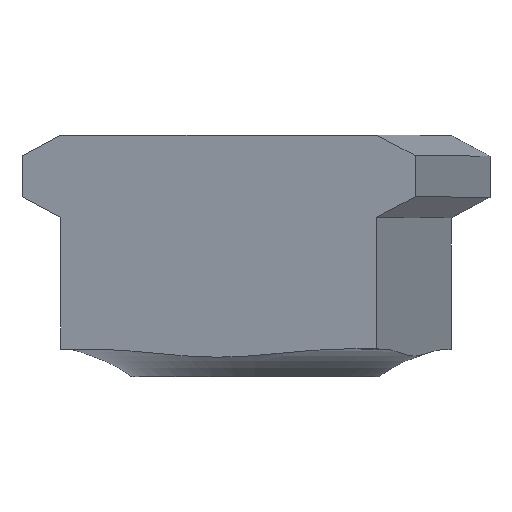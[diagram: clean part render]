
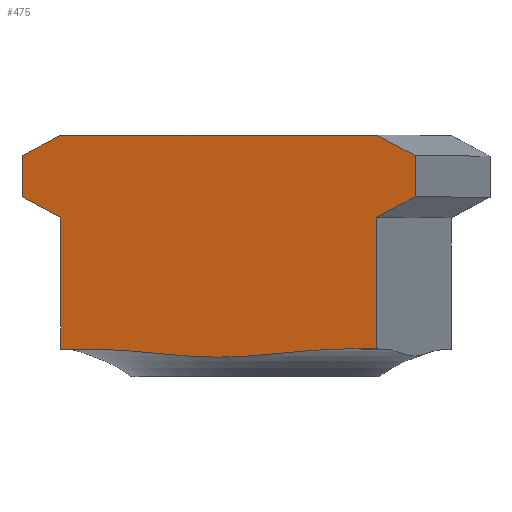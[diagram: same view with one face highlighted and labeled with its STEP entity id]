
A CAD part, top view. The second image highlights one B-rep face of the part: STEP entity #475.
In plain terms, the highlighted planar face has unit normal (-0.235, 0, 0.972).
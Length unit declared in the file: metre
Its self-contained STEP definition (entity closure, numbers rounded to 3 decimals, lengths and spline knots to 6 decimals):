
#25=B_SPLINE_CURVE_WITH_KNOTS('',3,(#782,#783,#784,#785,#786),
 .UNSPECIFIED.,.F.,.F.,(4,1,4),(0.,0.004752,0.009503),
 .UNSPECIFIED.);
#138=ORIENTED_EDGE('',*,*,#162,.F.);
#139=ORIENTED_EDGE('',*,*,#177,.T.);
#140=ORIENTED_EDGE('',*,*,#180,.F.);
#141=ORIENTED_EDGE('',*,*,#194,.T.);
#142=ORIENTED_EDGE('',*,*,#208,.T.);
#143=ORIENTED_EDGE('',*,*,#206,.F.);
#144=ORIENTED_EDGE('',*,*,#198,.F.);
#145=ORIENTED_EDGE('',*,*,#196,.F.);
#146=ORIENTED_EDGE('',*,*,#169,.T.);
#147=ORIENTED_EDGE('',*,*,#172,.F.);
#148=ORIENTED_EDGE('',*,*,#161,.F.);
#149=ORIENTED_EDGE('',*,*,#221,.T.);
#161=EDGE_CURVE('',#224,#223,#266,.T.);
#162=EDGE_CURVE('',#225,#226,#267,.T.);
#169=EDGE_CURVE('',#233,#232,#272,.T.);
#172=EDGE_CURVE('',#223,#232,#275,.T.);
#177=EDGE_CURVE('',#225,#238,#279,.T.);
#180=EDGE_CURVE('',#239,#238,#281,.T.);
#194=EDGE_CURVE('',#239,#249,#290,.T.);
#196=EDGE_CURVE('',#233,#250,#292,.T.);
#198=EDGE_CURVE('',#250,#251,#294,.T.);
#206=EDGE_CURVE('',#251,#258,#302,.T.);
#208=EDGE_CURVE('',#249,#258,#304,.T.);
#221=EDGE_CURVE('',#224,#226,#25,.T.);
#223=VERTEX_POINT('',#644);
#224=VERTEX_POINT('',#646);
#225=VERTEX_POINT('',#650);
#226=VERTEX_POINT('',#651);
#232=VERTEX_POINT('',#665);
#233=VERTEX_POINT('',#667);
#238=VERTEX_POINT('',#685);
#239=VERTEX_POINT('',#695);
#249=VERTEX_POINT('',#728);
#250=VERTEX_POINT('',#732);
#251=VERTEX_POINT('',#736);
#258=VERTEX_POINT('',#752);
#266=LINE('',#647,#318);
#267=LINE('',#649,#319);
#272=LINE('',#666,#324);
#275=LINE('',#672,#327);
#279=LINE('',#686,#331);
#281=LINE('',#694,#333);
#290=LINE('',#727,#342);
#292=LINE('',#731,#344);
#294=LINE('',#735,#346);
#302=LINE('',#751,#354);
#304=LINE('',#755,#356);
#318=VECTOR('',#529,1.);
#319=VECTOR('',#532,1.);
#324=VECTOR('',#545,1.);
#327=VECTOR('',#550,1.);
#331=VECTOR('',#556,1.);
#333=VECTOR('',#560,1.);
#342=VECTOR('',#587,1.);
#344=VECTOR('',#591,1.);
#346=VECTOR('',#595,1.);
#354=VECTOR('',#605,1.);
#356=VECTOR('',#609,1.);
#396=EDGE_LOOP('',(#138,#139,#140,#141,#142,#143,#144,#145,#146,#147,#148,
#149));
#426=FACE_BOUND('',#396,.T.);
#451=PLANE('',#520);
#475=ADVANCED_FACE('',(#426),#451,.T.);
#520=AXIS2_PLACEMENT_3D('',#781,#636,#637);
#529=DIRECTION('',(-0.972,0.,-0.235));
#532=DIRECTION('',(-0.972,0.,-0.235));
#545=DIRECTION('',(0.863,-0.459,0.209));
#550=DIRECTION('',(0.,1.,0.));
#556=DIRECTION('',(0.,1.,0.));
#560=DIRECTION('',(-0.863,-0.459,-0.209));
#587=DIRECTION('',(0.,1.,0.));
#591=DIRECTION('',(0.,1.,0.));
#595=DIRECTION('',(0.863,0.459,0.209));
#605=DIRECTION('',(0.972,0.,0.235));
#609=DIRECTION('',(-0.863,0.459,-0.209));
#636=DIRECTION('',(-0.235,0.,0.972));
#637=DIRECTION('',(0.972,0.,0.235));
#644=CARTESIAN_POINT('',(-0.058758,0.0036,-0.00825));
#646=CARTESIAN_POINT('',(-0.057645,0.0036,-0.007981));
#647=CARTESIAN_POINT('',(-0.052999,0.0036,-0.006857));
#649=CARTESIAN_POINT('',(-0.052999,0.0036,-0.006857));
#650=CARTESIAN_POINT('',(-0.04724,0.0036,-0.005463));
#651=CARTESIAN_POINT('',(-0.048402,0.0036,-0.005744));
#665=CARTESIAN_POINT('',(-0.058758,0.0084,-0.00825));
#666=CARTESIAN_POINT('',(-0.059462,0.008775,-0.008421));
#667=CARTESIAN_POINT('',(-0.060167,0.00915,-0.008591));
#672=CARTESIAN_POINT('',(-0.058758,0.0055,-0.00825));
#685=CARTESIAN_POINT('',(-0.04724,0.0084,-0.005463));
#686=CARTESIAN_POINT('',(-0.04724,0.0055,-0.005463));
#694=CARTESIAN_POINT('',(-0.046535,0.008775,-0.005293));
#695=CARTESIAN_POINT('',(-0.045831,0.00915,-0.005122));
#727=CARTESIAN_POINT('',(-0.045831,0.0099,-0.005122));
#728=CARTESIAN_POINT('',(-0.045831,0.01065,-0.005122));
#731=CARTESIAN_POINT('',(-0.060167,0.0099,-0.008591));
#732=CARTESIAN_POINT('',(-0.060167,0.01065,-0.008591));
#735=CARTESIAN_POINT('',(-0.059462,0.011025,-0.008421));
#736=CARTESIAN_POINT('',(-0.058758,0.0114,-0.00825));
#751=CARTESIAN_POINT('',(-0.052999,0.0114,-0.006857));
#752=CARTESIAN_POINT('',(-0.04724,0.0114,-0.005463));
#755=CARTESIAN_POINT('',(-0.046535,0.011025,-0.005293));
#781=CARTESIAN_POINT('',(-0.067231,0.0105,-0.010301));
#782=CARTESIAN_POINT('',(-0.057645,0.0036,-0.007981));
#783=CARTESIAN_POINT('',(-0.056105,0.0036,-0.007608));
#784=CARTESIAN_POINT('',(-0.053032,0.003004,-0.006865));
#785=CARTESIAN_POINT('',(-0.049952,0.0036,-0.00612));
#786=CARTESIAN_POINT('',(-0.048402,0.0036,-0.005744));
